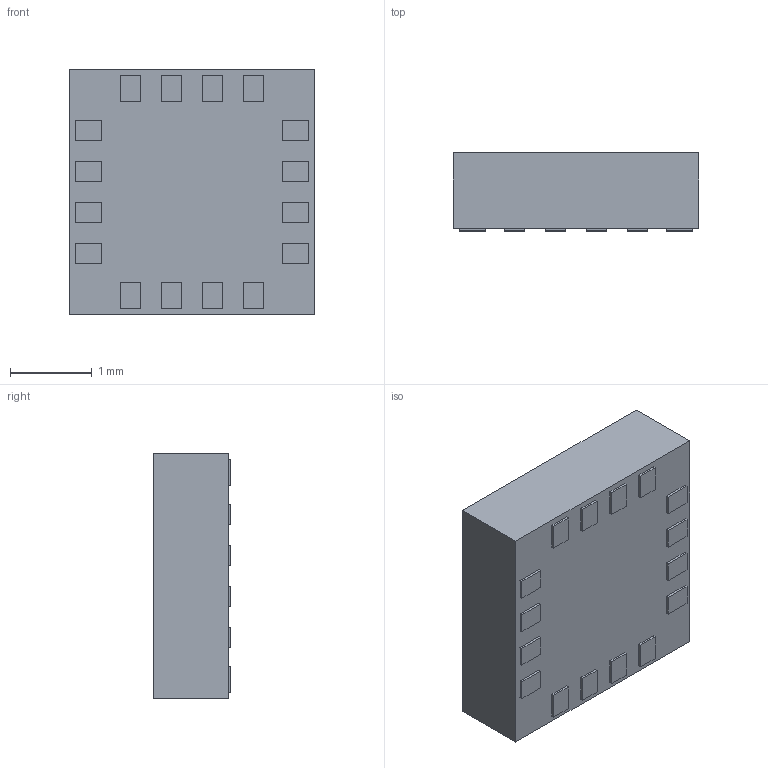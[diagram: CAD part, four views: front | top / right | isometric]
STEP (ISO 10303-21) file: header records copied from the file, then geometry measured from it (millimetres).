
FILE_DESCRIPTION(/* description */ (''),/* implementation_level */ '2;1');
FILE_NAME(/* name */ 'QMC5883L.step',/* time_stamp */ '2025-12-11T10:51:45+01:00',/* author */ (''),/* organization */ (''),/* preprocessor_version */ 'ST-DEVELOPER v20.1',/* originating_system */ 'Autodesk Translation Framework v14.21.0.0',/* authorisation */ '');
FILE_SCHEMA (('AUTOMOTIVE_DESIGN { 1 0 10303 214 3 1 1 }'));
Length unit declared in the file: millimetre
Products named in the file (1): QMC5883L
Bounding box: 3 x 0.95 x 3 mm (x, y, z)
Volume: 8.3 mm3; surface area: 34 mm2
Topology: 17 solids, 17 shells, 182 faces, 396 edges, 264 vertices
Faces by surface type: plane 182
Entity records: 4891 total; most frequent: CARTESIAN_POINT 843, ORIENTED_EDGE 792, DIRECTION 762, LINE 396, VECTOR 396, EDGE_CURVE 396, VERTEX_POINT 264, EDGE_LOOP 198
